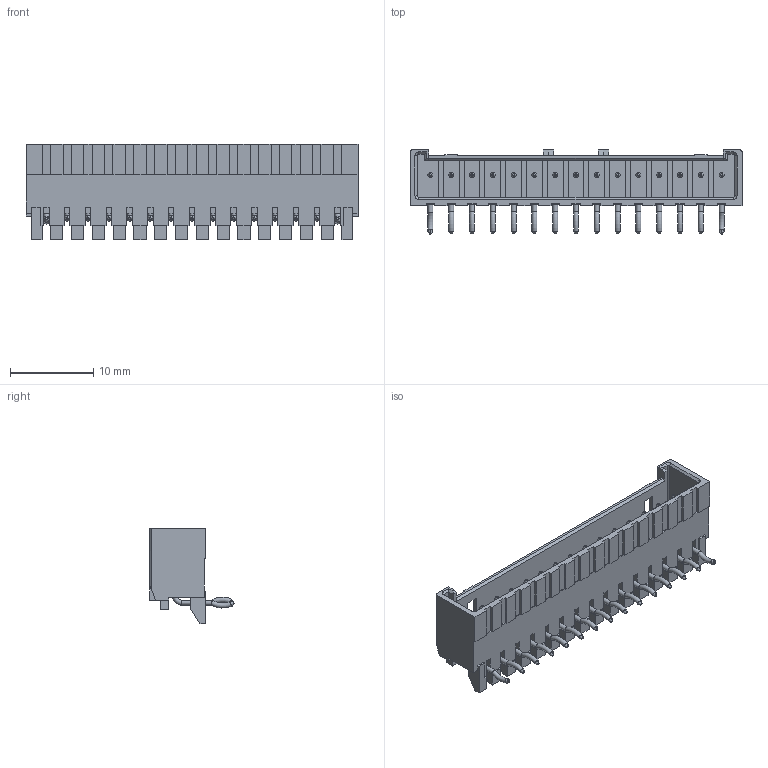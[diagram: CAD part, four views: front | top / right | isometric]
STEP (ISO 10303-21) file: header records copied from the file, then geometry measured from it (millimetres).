
FILE_DESCRIPTION( ( 'STEP AP214' ), '1' );
FILE_NAME( 'psolqas12262568412.stp', '2019-07-17T10:26:25', ( '' ), ( '' ), ' ', 'PARTsolutions', ' ' );
FILE_SCHEMA( ( 'AUTOMOTIVE_DESIGN { 1 0 10303 214 1 1 1 1 }' ) );
Length unit declared in the file: metre
Products named in the file (1): 1
Bounding box: 39.9 x 10.1 x 11.5 mm (x, y, z)
Volume: 958.4 mm3; surface area: 2692.1 mm2
Topology: 1 solids, 1 shells, 638 faces, 1688 edges, 1080 vertices
Faces by surface type: plane 523, cylinder 36, torus 30, bspline 30, cone 19
Full cylindrical faces by diameter (mm): 0.6 x30
Entity records: 21879 total; most frequent: CARTESIAN_POINT 6743, ORIENTED_EDGE 3224, DIRECTION 2754, EDGE_CURVE 1612, LINE 1386, VECTOR 1386, VERTEX_POINT 1079, EDGE_LOOP 745
